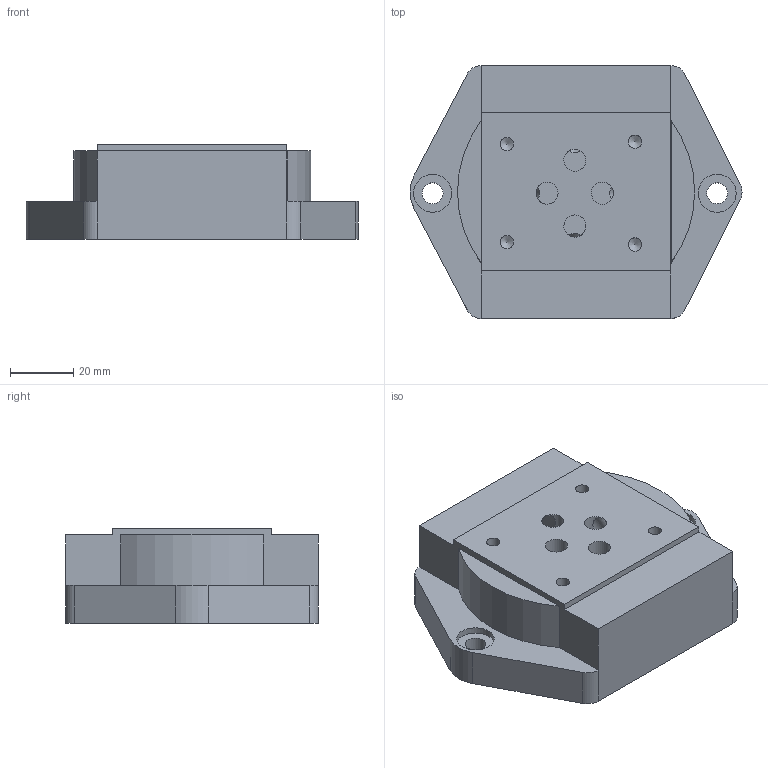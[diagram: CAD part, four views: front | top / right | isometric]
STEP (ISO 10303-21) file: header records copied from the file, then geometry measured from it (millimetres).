
FILE_DESCRIPTION((''),'2;1');
FILE_NAME('Type1501.stp','2013-06-20T11:42:44',('Eric'),(''),'Autodesk Inventor 2012','Autodesk Inventor 2012','');
FILE_SCHEMA(('AUTOMOTIVE_DESIGN { 1 0 10303 214 1 1 1 1 }'));
Length unit declared in the file: millimetre
Products named in the file (1): Type 15-NG06_3D-1
Bounding box: 105 x 80 x 30 mm (x, y, z)
Volume: 153434 mm3; surface area: 30041.4 mm2
Topology: 1 solids, 1 shells, 156 faces, 411 edges, 272 vertices
Faces by surface type: plane 94, cylinder 32, bspline 22, cone 8
Full cylindrical faces by diameter (mm): 4.2 x4, 6 x4, 6.6 x2, 7 x4, 12 x2, 15 x4, 28 x4
Entity records: 4915 total; most frequent: CARTESIAN_POINT 1454, ORIENTED_EDGE 698, DIRECTION 623, EDGE_CURVE 349, VERTEX_POINT 242, VECTOR 233, LINE 233, EDGE_LOOP 215
